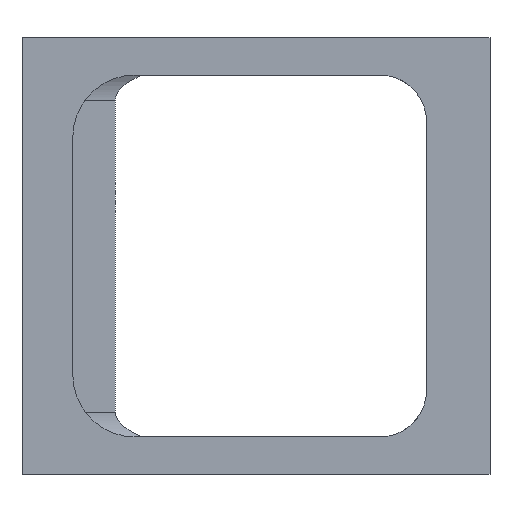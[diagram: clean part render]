
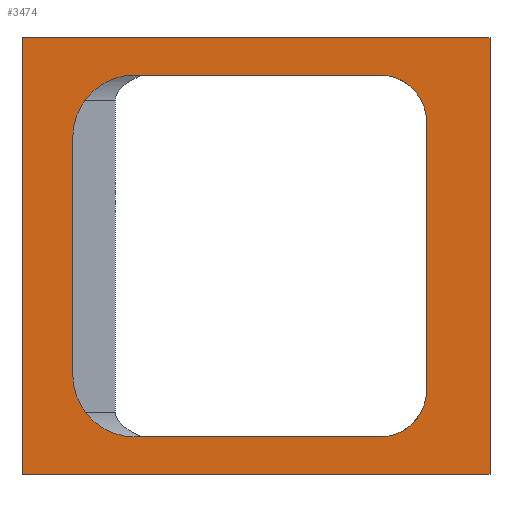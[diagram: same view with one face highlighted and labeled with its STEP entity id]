
A CAD part, front view. The second image highlights one B-rep face of the part: STEP entity #3474.
In plain terms, the highlighted planar face has unit normal (0, -1, 0).
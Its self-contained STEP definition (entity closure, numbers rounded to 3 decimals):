
#189 = ORIENTED_EDGE ( 'NONE', *, *, #22970, .T. ) ;
#357 = VECTOR ( 'NONE', #3339, 1000. ) ;
#484 = ORIENTED_EDGE ( 'NONE', *, *, #23890, .T. ) ;
#825 = DIRECTION ( 'NONE',  ( 0., 1., 0. ) ) ;
#847 = DIRECTION ( 'NONE',  ( -1., 0., 0. ) ) ;
#945 = VECTOR ( 'NONE', #847, 1000. ) ;
#1006 = CARTESIAN_POINT ( 'NONE',  ( -113.744, 0., 108. ) ) ;
#1077 = DIRECTION ( 'NONE',  ( 0., 0., 1. ) ) ;
#1230 = EDGE_CURVE ( 'NONE', #21624, #24364, #16946, .T. ) ;
#1254 = DIRECTION ( 'NONE',  ( 0., 0., 1. ) ) ;
#1341 = AXIS2_PLACEMENT_3D ( 'NONE', #16821, #24917, #13152 ) ;
#1401 = VERTEX_POINT ( 'NONE', #11904 ) ;
#1980 = VECTOR ( 'NONE', #8402, 1000. ) ;
#2687 = CARTESIAN_POINT ( 'NONE',  ( -133.744, 0., 32. ) ) ;
#2729 = ORIENTED_EDGE ( 'NONE', *, *, #21922, .T. ) ;
#2876 = CARTESIAN_POINT ( 'NONE',  ( -35.326, 0., 12. ) ) ;
#2886 = EDGE_CURVE ( 'NONE', #8045, #15142, #4683, .T. ) ;
#3339 = DIRECTION ( 'NONE',  ( 0., 0., -1. ) ) ;
#3416 = CARTESIAN_POINT ( 'NONE',  ( -150., 0., 0. ) ) ;
#3474 = ADVANCED_FACE ( 'NONE', ( #22773, #15289 ), #14790, .F. ) ;
#3560 = DIRECTION ( 'NONE',  ( 0., 1., 0. ) ) ;
#3688 = EDGE_CURVE ( 'NONE', #19056, #24591, #15110, .T. ) ;
#4059 = CARTESIAN_POINT ( 'NONE',  ( -35.326, 0., 27. ) ) ;
#4507 = VERTEX_POINT ( 'NONE', #20504 ) ;
#4548 = DIRECTION ( 'NONE',  ( 0., 1., 0. ) ) ;
#4564 = ORIENTED_EDGE ( 'NONE', *, *, #3688, .T. ) ;
#4618 = LINE ( 'NONE', #21606, #1980 ) ;
#4624 = DIRECTION ( 'NONE',  ( 1., 0., 0. ) ) ;
#4683 = LINE ( 'NONE', #20276, #17488 ) ;
#5068 = DIRECTION ( 'NONE',  ( 1., 0., 0. ) ) ;
#5564 = DIRECTION ( 'NONE',  ( 1., 0., 0. ) ) ;
#5652 = CIRCLE ( 'NONE', #19813, 20. ) ;
#5814 = CARTESIAN_POINT ( 'NONE',  ( -133.744, 0., 108. ) ) ;
#6052 = CARTESIAN_POINT ( 'NONE',  ( -133.744, 0., 108. ) ) ;
#7086 = DIRECTION ( 'NONE',  ( 0., 0., -1. ) ) ;
#7328 = CARTESIAN_POINT ( 'NONE',  ( 0., 0., 0. ) ) ;
#8045 = VERTEX_POINT ( 'NONE', #21005 ) ;
#8252 = EDGE_CURVE ( 'NONE', #24591, #24309, #14740, .T. ) ;
#8402 = DIRECTION ( 'NONE',  ( 0., 0., -1. ) ) ;
#10106 = ORIENTED_EDGE ( 'NONE', *, *, #18529, .T. ) ;
#11033 = CARTESIAN_POINT ( 'NONE',  ( -113.744, 0., 32. ) ) ;
#11180 = ORIENTED_EDGE ( 'NONE', *, *, #12854, .F. ) ;
#11904 = CARTESIAN_POINT ( 'NONE',  ( -35.326, 0., 12. ) ) ;
#12326 = CARTESIAN_POINT ( 'NONE',  ( -20.326, 0., 27. ) ) ;
#12363 = ORIENTED_EDGE ( 'NONE', *, *, #2886, .F. ) ;
#12797 = LINE ( 'NONE', #13047, #21601 ) ;
#12854 = EDGE_CURVE ( 'NONE', #17970, #8045, #22427, .T. ) ;
#13047 = CARTESIAN_POINT ( 'NONE',  ( -35.326, 0., 128. ) ) ;
#13056 = EDGE_CURVE ( 'NONE', #24364, #19532, #23171, .T. ) ;
#13152 = DIRECTION ( 'NONE',  ( 0., 0., 1. ) ) ;
#14740 = LINE ( 'NONE', #20186, #357 ) ;
#14790 = PLANE ( 'NONE',  #1341 ) ;
#15110 = CIRCLE ( 'NONE', #16716, 15. ) ;
#15142 = VERTEX_POINT ( 'NONE', #7328 ) ;
#15289 = FACE_BOUND ( 'NONE', #15439, .T. ) ;
#15439 = EDGE_LOOP ( 'NONE', ( #4564, #21181, #189, #10106, #21627, #22094, #2729, #16372 ) ) ;
#16069 = VECTOR ( 'NONE', #4624, 1000. ) ;
#16372 = ORIENTED_EDGE ( 'NONE', *, *, #19371, .T. ) ;
#16716 = AXIS2_PLACEMENT_3D ( 'NONE', #23140, #825, #1077 ) ;
#16753 = CARTESIAN_POINT ( 'NONE',  ( -35.326, 0., 128. ) ) ;
#16796 = VECTOR ( 'NONE', #19741, 1000. ) ;
#16804 = CARTESIAN_POINT ( 'NONE',  ( -20.326, 0., 113. ) ) ;
#16821 = CARTESIAN_POINT ( 'NONE',  ( 0., 0., 140. ) ) ;
#16946 = CIRCLE ( 'NONE', #23819, 20. ) ;
#16975 = CARTESIAN_POINT ( 'NONE',  ( 0., 0., 140. ) ) ;
#17488 = VECTOR ( 'NONE', #7086, 1000. ) ;
#17620 = DIRECTION ( 'NONE',  ( 0., 1., 0. ) ) ;
#17730 = CARTESIAN_POINT ( 'NONE',  ( -150., 0., 140. ) ) ;
#17970 = VERTEX_POINT ( 'NONE', #17730 ) ;
#18529 = EDGE_CURVE ( 'NONE', #1401, #21624, #20103, .T. ) ;
#19056 = VERTEX_POINT ( 'NONE', #16753 ) ;
#19371 = EDGE_CURVE ( 'NONE', #4507, #19056, #12797, .T. ) ;
#19532 = VERTEX_POINT ( 'NONE', #6052 ) ;
#19534 = DIRECTION ( 'NONE',  ( 0., 0., 1. ) ) ;
#19741 = DIRECTION ( 'NONE',  ( 0., 0., 1. ) ) ;
#19813 = AXIS2_PLACEMENT_3D ( 'NONE', #1006, #4548, #1254 ) ;
#20080 = LINE ( 'NONE', #20463, #16069 ) ;
#20103 = LINE ( 'NONE', #2876, #945 ) ;
#20186 = CARTESIAN_POINT ( 'NONE',  ( -20.326, 0., 113. ) ) ;
#20276 = CARTESIAN_POINT ( 'NONE',  ( 0., 0., 140. ) ) ;
#20463 = CARTESIAN_POINT ( 'NONE',  ( 0., 0., 0. ) ) ;
#20504 = CARTESIAN_POINT ( 'NONE',  ( -113.744, 0., 128. ) ) ;
#20666 = CIRCLE ( 'NONE', #23891, 15. ) ;
#21005 = CARTESIAN_POINT ( 'NONE',  ( 0., 0., 140. ) ) ;
#21047 = DIRECTION ( 'NONE',  ( 0., 0., -1. ) ) ;
#21098 = EDGE_CURVE ( 'NONE', #17970, #22057, #4618, .T. ) ;
#21181 = ORIENTED_EDGE ( 'NONE', *, *, #8252, .T. ) ;
#21601 = VECTOR ( 'NONE', #5564, 1000. ) ;
#21606 = CARTESIAN_POINT ( 'NONE',  ( -150., 0., 140. ) ) ;
#21624 = VERTEX_POINT ( 'NONE', #22447 ) ;
#21627 = ORIENTED_EDGE ( 'NONE', *, *, #1230, .T. ) ;
#21922 = EDGE_CURVE ( 'NONE', #19532, #4507, #5652, .T. ) ;
#21967 = EDGE_LOOP ( 'NONE', ( #484, #12363, #11180, #24639 ) ) ;
#22057 = VERTEX_POINT ( 'NONE', #3416 ) ;
#22094 = ORIENTED_EDGE ( 'NONE', *, *, #13056, .T. ) ;
#22427 = LINE ( 'NONE', #16975, #23704 ) ;
#22447 = CARTESIAN_POINT ( 'NONE',  ( -113.744, 0., 12. ) ) ;
#22773 = FACE_OUTER_BOUND ( 'NONE', #21967, .T. ) ;
#22970 = EDGE_CURVE ( 'NONE', #24309, #1401, #20666, .T. ) ;
#23140 = CARTESIAN_POINT ( 'NONE',  ( -35.326, 0., 113. ) ) ;
#23171 = LINE ( 'NONE', #5814, #16796 ) ;
#23704 = VECTOR ( 'NONE', #5068, 1000. ) ;
#23819 = AXIS2_PLACEMENT_3D ( 'NONE', #11033, #3560, #21047 ) ;
#23890 = EDGE_CURVE ( 'NONE', #22057, #15142, #20080, .T. ) ;
#23891 = AXIS2_PLACEMENT_3D ( 'NONE', #4059, #17620, #19534 ) ;
#24309 = VERTEX_POINT ( 'NONE', #12326 ) ;
#24364 = VERTEX_POINT ( 'NONE', #2687 ) ;
#24591 = VERTEX_POINT ( 'NONE', #16804 ) ;
#24639 = ORIENTED_EDGE ( 'NONE', *, *, #21098, .T. ) ;
#24917 = DIRECTION ( 'NONE',  ( 0., 1., 0. ) ) ;
